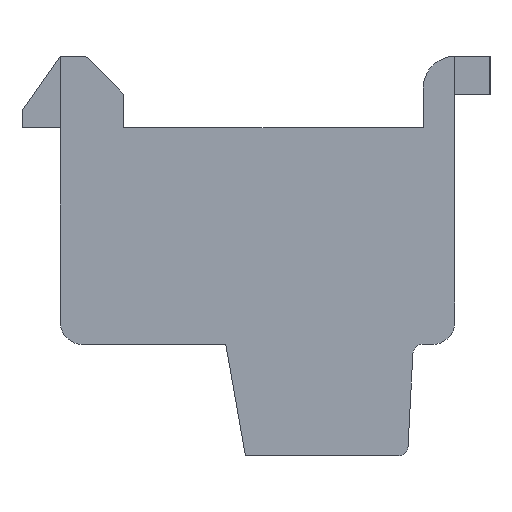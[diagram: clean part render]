
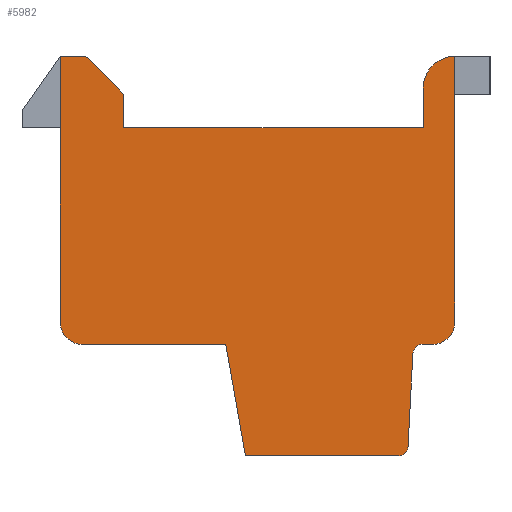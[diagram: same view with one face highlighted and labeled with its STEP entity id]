
A CAD part, left-side view. The second image highlights one B-rep face of the part: STEP entity #5982.
In plain terms, the highlighted planar face has unit normal (-1, 0, 0).
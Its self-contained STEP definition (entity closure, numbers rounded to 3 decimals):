
#1=CARTESIAN_POINT('',(0.,-5.55,-2.075));
#2=DIRECTION('',(1.,0.,0.));
#3=DIRECTION('',(0.,-1.,0.));
#4=AXIS2_PLACEMENT_3D('',#1,#2,#3);
#6=DIRECTION('',(0.,1.,0.));
#7=VECTOR('',#6,0.323);
#8=CARTESIAN_POINT('',(0.,-5.55,-2.775));
#9=LINE('',#8,#7);
#10=CARTESIAN_POINT('',(0.,-5.227,-3.075));
#11=DIRECTION('',(-1.,0.,0.));
#12=DIRECTION('',(0.,0.,1.));
#13=AXIS2_PLACEMENT_3D('',#10,#11,#12);
#15=DIRECTION('',(0.,0.052,-0.999));
#16=VECTOR('',#15,2.904);
#17=CARTESIAN_POINT('',(0.,-4.927,-3.075));
#18=LINE('',#17,#16);
#19=CARTESIAN_POINT('',(0.,-4.475,-5.975));
#20=DIRECTION('',(1.,0.,0.));
#21=DIRECTION('',(0.,-1.,0.));
#22=AXIS2_PLACEMENT_3D('',#19,#20,#21);
#24=DIRECTION('',(0.,1.,0.));
#25=VECTOR('',#24,4.808);
#26=CARTESIAN_POINT('',(0.,-4.475,-6.275));
#27=LINE('',#26,#25);
#28=DIRECTION('',(0.,0.174,0.985));
#29=VECTOR('',#28,3.554);
#30=CARTESIAN_POINT('',(0.,0.333,-6.275));
#31=LINE('',#30,#29);
#32=DIRECTION('',(0.,1.,0.));
#33=VECTOR('',#32,4.5);
#34=CARTESIAN_POINT('',(0.,0.95,-2.775));
#35=LINE('',#34,#33);
#36=CARTESIAN_POINT('',(0.,5.45,-2.075));
#37=DIRECTION('',(1.,0.,0.));
#38=DIRECTION('',(0.,0.,-1.));
#39=AXIS2_PLACEMENT_3D('',#36,#37,#38);
#41=CARTESIAN_POINT('',(0.,6.072,6.125));
#42=DIRECTION('',(1.,0.,0.));
#43=DIRECTION('',(0.,0.521,0.854));
#44=AXIS2_PLACEMENT_3D('',#41,#42,#43);
#46=DIRECTION('',(0.,-1.,0.));
#47=VECTOR('',#46,0.66);
#48=CARTESIAN_POINT('',(0.,6.072,6.275));
#49=LINE('',#48,#47);
#50=CARTESIAN_POINT('',(0.,5.412,6.125));
#51=DIRECTION('',(1.,0.,0.));
#52=DIRECTION('',(0.,0.,1.));
#53=AXIS2_PLACEMENT_3D('',#50,#51,#52);
#55=DIRECTION('',(0.,-0.707,-0.707));
#56=VECTOR('',#55,1.573);
#57=CARTESIAN_POINT('',(0.,5.306,6.231));
#58=LINE('',#57,#56);
#59=CARTESIAN_POINT('',(0.,4.3,5.013));
#60=DIRECTION('',(1.,0.,0.));
#61=DIRECTION('',(0.,-0.707,0.707));
#62=AXIS2_PLACEMENT_3D('',#59,#60,#61);
#64=DIRECTION('',(0.,0.,-1.));
#65=VECTOR('',#64,0.988);
#66=CARTESIAN_POINT('',(0.,4.15,5.013));
#67=LINE('',#66,#65);
#68=DIRECTION('',(0.,-1.,0.));
#69=VECTOR('',#68,9.4);
#70=CARTESIAN_POINT('',(0.,4.15,4.025));
#71=LINE('',#70,#69);
#72=DIRECTION('',(0.,0.,1.));
#73=VECTOR('',#72,1.25);
#74=CARTESIAN_POINT('',(0.,-5.25,4.025));
#75=LINE('',#74,#73);
#76=CARTESIAN_POINT('',(0.,-6.25,5.275));
#77=DIRECTION('',(1.,0.,0.));
#78=DIRECTION('',(0.,1.,0.));
#79=AXIS2_PLACEMENT_3D('',#76,#77,#78);
#193=DIRECTION('',(0.,0.,1.));
#194=VECTOR('',#193,8.35);
#195=CARTESIAN_POINT('',(0.,-6.25,-2.075));
#196=LINE('',#195,#194);
#2707=DIRECTION('',(0.,0.,-1.));
#2708=VECTOR('',#2707,8.328);
#2709=CARTESIAN_POINT('',(0.,6.15,6.253));
#2710=LINE('',#2709,#2708);
#4523=CARTESIAN_POINT('',(0.,6.072,6.275));
#4524=CARTESIAN_POINT('',(0.,5.412,6.275));
#4525=VERTEX_POINT('',#4523);
#4526=VERTEX_POINT('',#4524);
#4527=CARTESIAN_POINT('',(0.,5.306,6.231));
#4528=VERTEX_POINT('',#4527);
#4529=CARTESIAN_POINT('',(0.,4.194,5.119));
#4530=VERTEX_POINT('',#4529);
#4531=CARTESIAN_POINT('',(0.,4.15,5.013));
#4532=VERTEX_POINT('',#4531);
#4533=CARTESIAN_POINT('',(0.,4.15,4.025));
#4534=VERTEX_POINT('',#4533);
#4535=CARTESIAN_POINT('',(0.,-5.25,4.025));
#4536=VERTEX_POINT('',#4535);
#4537=CARTESIAN_POINT('',(0.,-5.25,5.275));
#4538=VERTEX_POINT('',#4537);
#4539=CARTESIAN_POINT('',(0.,-6.25,-2.075));
#4540=CARTESIAN_POINT('',(0.,-5.55,-2.775));
#4541=VERTEX_POINT('',#4539);
#4542=VERTEX_POINT('',#4540);
#4543=CARTESIAN_POINT('',(0.,-5.227,-2.775));
#4544=VERTEX_POINT('',#4543);
#4545=CARTESIAN_POINT('',(0.,-4.927,-3.075));
#4546=VERTEX_POINT('',#4545);
#4547=CARTESIAN_POINT('',(0.,-4.775,-5.975));
#4548=VERTEX_POINT('',#4547);
#4549=CARTESIAN_POINT('',(0.,-4.475,-6.275));
#4550=VERTEX_POINT('',#4549);
#4551=CARTESIAN_POINT('',(0.,0.333,-6.275));
#4552=VERTEX_POINT('',#4551);
#4553=CARTESIAN_POINT('',(0.,0.95,-2.775));
#4554=VERTEX_POINT('',#4553);
#4555=CARTESIAN_POINT('',(0.,5.45,-2.775));
#4556=VERTEX_POINT('',#4555);
#4557=CARTESIAN_POINT('',(0.,6.15,-2.075));
#4558=VERTEX_POINT('',#4557);
#5543=CARTESIAN_POINT('',(0.,6.15,6.253));
#5544=VERTEX_POINT('',#5543);
#5547=CARTESIAN_POINT('',(0.,-6.25,6.275));
#5548=VERTEX_POINT('',#5547);
#5935=CARTESIAN_POINT('',(0.,0.,0.));
#5936=DIRECTION('',(1.,0.,0.));
#5937=DIRECTION('',(0.,-1.,0.));
#5938=AXIS2_PLACEMENT_3D('',#5935,#5936,#5937);
#5939=PLANE('',#5938);
#5941=ORIENTED_EDGE('',*,*,#5940,.F.);
#5943=ORIENTED_EDGE('',*,*,#5942,.T.);
#5945=ORIENTED_EDGE('',*,*,#5944,.T.);
#5947=ORIENTED_EDGE('',*,*,#5946,.T.);
#5949=ORIENTED_EDGE('',*,*,#5948,.T.);
#5951=ORIENTED_EDGE('',*,*,#5950,.T.);
#5953=ORIENTED_EDGE('',*,*,#5952,.T.);
#5955=ORIENTED_EDGE('',*,*,#5954,.T.);
#5957=ORIENTED_EDGE('',*,*,#5956,.T.);
#5959=ORIENTED_EDGE('',*,*,#5958,.T.);
#5961=ORIENTED_EDGE('',*,*,#5960,.F.);
#5963=ORIENTED_EDGE('',*,*,#5962,.T.);
#5965=ORIENTED_EDGE('',*,*,#5964,.T.);
#5967=ORIENTED_EDGE('',*,*,#5966,.T.);
#5969=ORIENTED_EDGE('',*,*,#5968,.T.);
#5971=ORIENTED_EDGE('',*,*,#5970,.T.);
#5973=ORIENTED_EDGE('',*,*,#5972,.T.);
#5975=ORIENTED_EDGE('',*,*,#5974,.T.);
#5977=ORIENTED_EDGE('',*,*,#5976,.T.);
#5979=ORIENTED_EDGE('',*,*,#5978,.T.);
#5980=EDGE_LOOP('',(#5941,#5943,#5945,#5947,#5949,#5951,#5953,#5955,#5957,#5959,
#5961,#5963,#5965,#5967,#5969,#5971,#5973,#5975,#5977,#5979));
#5981=FACE_OUTER_BOUND('',#5980,.F.);
#5982=ADVANCED_FACE('',(#5981),#5939,.F.);
#5=CIRCLE('',#4,0.7);
#14=CIRCLE('',#13,0.3);
#23=CIRCLE('',#22,0.3);
#40=CIRCLE('',#39,0.7);
#45=CIRCLE('',#44,0.15);
#54=CIRCLE('',#53,0.15);
#63=CIRCLE('',#62,0.15);
#80=CIRCLE('',#79,1.);
#5940=EDGE_CURVE('',#4541,#5548,#196,.T.);
#5942=EDGE_CURVE('',#4541,#4542,#5,.T.);
#5944=EDGE_CURVE('',#4542,#4544,#9,.T.);
#5946=EDGE_CURVE('',#4544,#4546,#14,.T.);
#5948=EDGE_CURVE('',#4546,#4548,#18,.T.);
#5950=EDGE_CURVE('',#4548,#4550,#23,.T.);
#5952=EDGE_CURVE('',#4550,#4552,#27,.T.);
#5954=EDGE_CURVE('',#4552,#4554,#31,.T.);
#5956=EDGE_CURVE('',#4554,#4556,#35,.T.);
#5958=EDGE_CURVE('',#4556,#4558,#40,.T.);
#5960=EDGE_CURVE('',#5544,#4558,#2710,.T.);
#5962=EDGE_CURVE('',#5544,#4525,#45,.T.);
#5964=EDGE_CURVE('',#4525,#4526,#49,.T.);
#5966=EDGE_CURVE('',#4526,#4528,#54,.T.);
#5968=EDGE_CURVE('',#4528,#4530,#58,.T.);
#5970=EDGE_CURVE('',#4530,#4532,#63,.T.);
#5972=EDGE_CURVE('',#4532,#4534,#67,.T.);
#5974=EDGE_CURVE('',#4534,#4536,#71,.T.);
#5976=EDGE_CURVE('',#4536,#4538,#75,.T.);
#5978=EDGE_CURVE('',#4538,#5548,#80,.T.);
